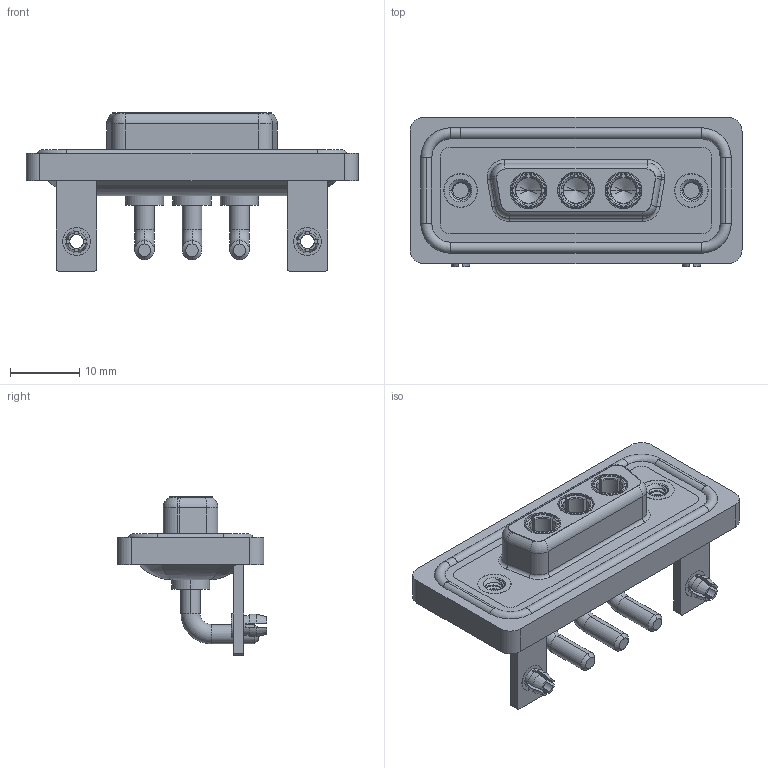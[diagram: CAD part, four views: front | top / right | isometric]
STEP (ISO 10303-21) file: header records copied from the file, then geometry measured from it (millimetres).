
FILE_DESCRIPTION (( 'STEP AP203' ), '1' );
FILE_NAME ('630W3W3-340-2N3.STEP', '2024-04-11T22:27:07', ( '' ), ( '' ), 'SwSTEP 2.0', 'SolidWorks 2023', '' );
FILE_SCHEMA (( 'CONFIG_CONTROL_DESIGN' ));
Length unit declared in the file: millimetre
Products named in the file (9): 630Combo Board Lock_50 Contacts; 630Combo Shell Rear_15 Contacts; 630Combo Housing_3W3; 630W3W3-340-2N3; 630Combo Threaded Rivet_2; 630Combo Stabilizer Bracket_50 Contacts; Power Socket_20A RA; 630Combo Waterproof Housing_15 Contacts; 630Combo Shell Front_15 Contacts
Assembly tree (13 placements, depth 2):
  630W3W3-340-2N3
    630Combo Housing_3W3
    630Combo Shell Front_15 Contacts
    630Combo Shell Rear_15 Contacts
    630Combo Threaded Rivet_2  x2
    630Combo Stabilizer Bracket_50 Contacts  x2
    630Combo Board Lock_50 Contacts  x2
    Power Socket_20A RA  x3
    630Combo Waterproof Housing_15 Contacts
Bounding box: 47.9 x 21.5 x 22.8 mm (x, y, z)
Volume: 6582.5 mm3; surface area: 10917.5 mm2
Topology: 17 solids, 17 shells, 760 faces, 1947 edges, 1241 vertices
Faces by surface type: cylinder 319, plane 260, torus 89, cone 79, bspline 13
Entity records: 18486 total; most frequent: CARTESIAN_POINT 4900, DIRECTION 2756, ORIENTED_EDGE 2568, EDGE_CURVE 1284, AXIS2_PLACEMENT_3D 1094, VERTEX_POINT 817, CIRCLE 575, VECTOR 568
